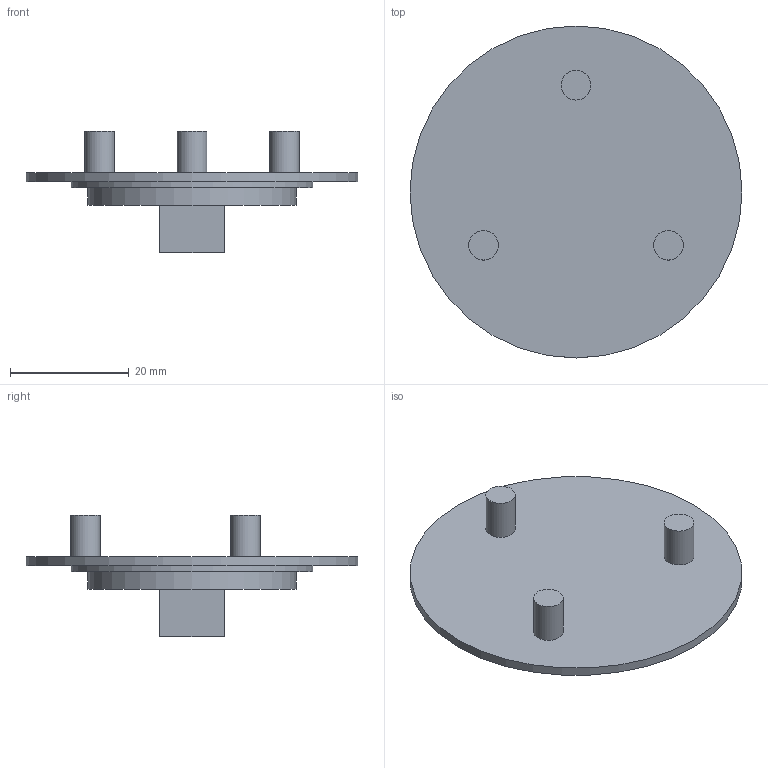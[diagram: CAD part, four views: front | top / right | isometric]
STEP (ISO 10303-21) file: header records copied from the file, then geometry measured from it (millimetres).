
FILE_DESCRIPTION(/* description */ (''),/* implementation_level */ '2;1');
FILE_NAME(/* name */ 'PLANITARY GEAR PLATE.step',/* time_stamp */ '2024-08-12T18:57:04-04:00',/* author */ (''),/* organization */ (''),/* preprocessor_version */ 'ST-DEVELOPER v20',/* originating_system */ 'Autodesk Translation Framework v13.14.0.145',/* authorisation */ '');
FILE_SCHEMA (('AUTOMOTIVE_DESIGN { 1 0 10303 214 3 1 1 }'));
Length unit declared in the file: millimetre
Products named in the file (1): PLANITARY GEAR BOX
Bounding box: 56 x 56 x 20.5 mm (x, y, z)
Volume: 9250.2 mm3; surface area: 6324.4 mm2
Topology: 1 solids, 1 shells, 18 faces, 30 edges, 20 vertices
Faces by surface type: plane 12, cylinder 6
Full cylindrical faces by diameter (mm): 5 x3, 35.1 x1, 40.8 x1, 56 x1
Entity records: 469 total; most frequent: DIRECTION 80, CARTESIAN_POINT 69, ORIENTED_EDGE 60, AXIS2_PLACEMENT_3D 31, EDGE_CURVE 30, EDGE_LOOP 24, VERTEX_POINT 20, FACE_OUTER_BOUND 18
